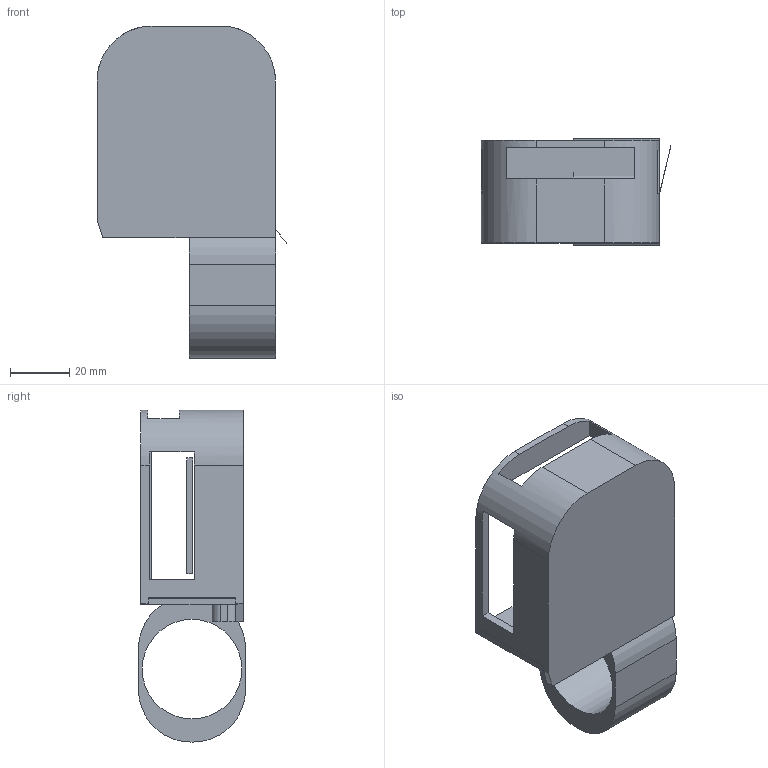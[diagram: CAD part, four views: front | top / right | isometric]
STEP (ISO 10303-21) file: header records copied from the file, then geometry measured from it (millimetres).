
FILE_DESCRIPTION(/* description */ (''),/* implementation_level */ '2;1');
FILE_NAME(/* name */ 'SpiroCADOrignalSTEP.step',/* time_stamp */ '2021-09-11T16:55:20+05:00',/* author */ (''),/* organization */ (''),/* preprocessor_version */ 'ST-DEVELOPER v18.1',/* originating_system */ 'Autodesk Translation Framework v10.9.0.1377',/* authorisation */ '');
FILE_SCHEMA (('AUTOMOTIVE_DESIGN { 1 0 10303 214 3 1 1 }'));
Length unit declared in the file: millimetre
Products named in the file (1): Spiro_Design7Revised
Bounding box: 63.86 x 36 x 111.63 mm (x, y, z)
Volume: 55729.3 mm3; surface area: 30405.6 mm2
Topology: 3 solids, 3 shells, 176 faces, 516 edges, 339 vertices
Faces by surface type: plane 124, cylinder 50, cone 2
Full cylindrical faces by diameter (mm): 1 x4, 1.5 x17, 2 x2, 33.5 x1
Entity records: 5975 total; most frequent: CARTESIAN_POINT 1030, ORIENTED_EDGE 1028, DIRECTION 1018, EDGE_CURVE 514, LINE 364, VECTOR 364, VERTEX_POINT 339, AXIS2_PLACEMENT_3D 327
